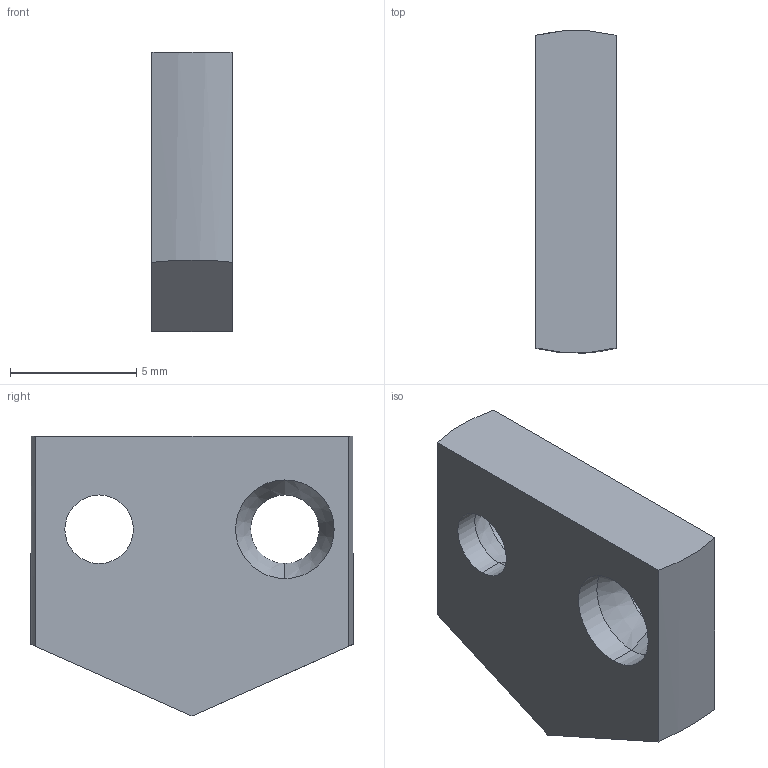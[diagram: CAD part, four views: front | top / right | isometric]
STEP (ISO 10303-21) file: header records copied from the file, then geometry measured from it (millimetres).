
FILE_DESCRIPTION((''),'2;1');
FILE_NAME('TAP0-1280','2022-10-03T',('caps'),(''),'CREO PARAMETRIC BY PTC INC, 2016260','CREO PARAMETRIC BY PTC INC, 2016260','');
FILE_SCHEMA(('AUTOMOTIVE_DESIGN { 1 0 10303 214 1 1 1 1 }'));
Length unit declared in the file: inch
Products named in the file (1): TAP0-1280
Bounding box: 3.17 x 12.78 x 11.1 mm (x, y, z)
Volume: 333.1 mm3; surface area: 412.1 mm2
Topology: 1 solids, 1 shells, 19 faces, 43 edges, 26 vertices
Faces by surface type: cylinder 10, plane 5, cone 4
Entity records: 918 total; most frequent: DIRECTION 107, CARTESIAN_POINT 104, ORIENTED_EDGE 86, PRESENTATION_STYLE_ASSIGNMENT 49, STYLED_ITEM 49, CURVE_STYLE 48, EDGE_CURVE 43, AXIS2_PLACEMENT_3D 41
